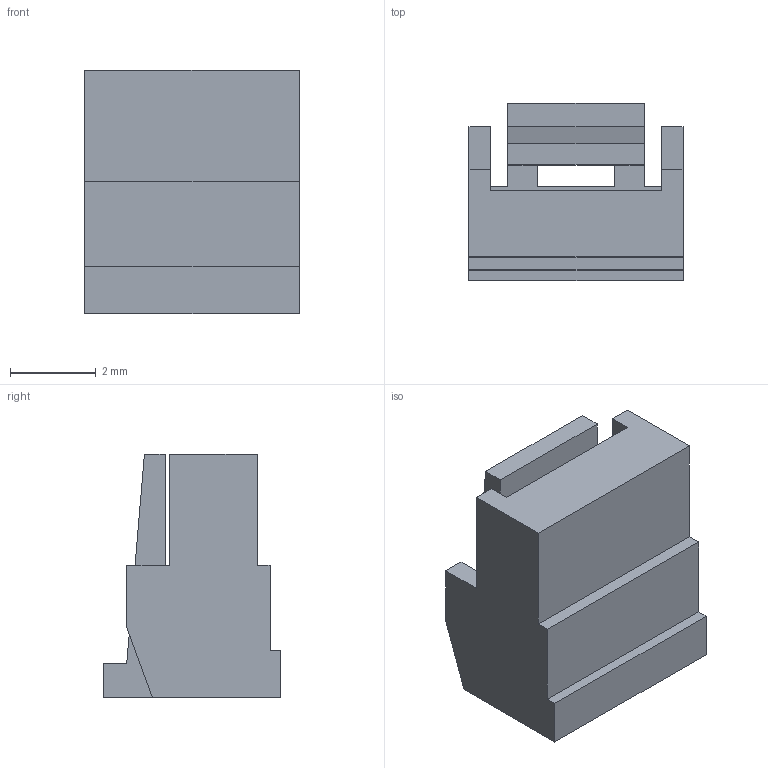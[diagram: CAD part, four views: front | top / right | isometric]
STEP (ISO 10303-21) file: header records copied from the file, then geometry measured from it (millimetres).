
FILE_DESCRIPTION (( 'STEP AP214' ), '1' );
FILE_NAME ('GHR-03V-S.STEP', '2012-02-09T01:16:21', ( ' ' ), ( ' ' ), 'SwSTEP 2.0', 'SolidWorks 2005235', '' );
FILE_SCHEMA (( 'AUTOMOTIVE_DESIGN' ));
Length unit declared in the file: millimetre
Products named in the file (1): GHR-03V-S
Bounding box: 5 x 4.15 x 5.7 mm (x, y, z)
Volume: 70.6 mm3; surface area: 182.9 mm2
Topology: 1 solids, 1 shells, 49 faces, 138 edges, 92 vertices
Faces by surface type: plane 49
Entity records: 2118 total; most frequent: CARTESIAN_POINT 280, ORIENTED_EDGE 276, DIRECTION 238, EDGE_CURVE 138, VECTOR 138, LINE 138, VERTEX_POINT 92, EDGE_LOOP 52
